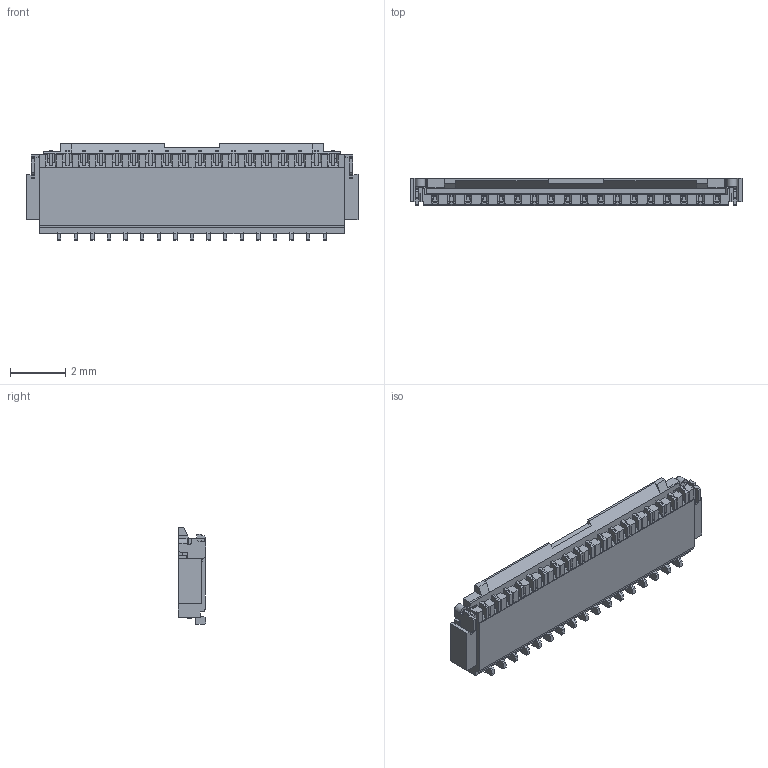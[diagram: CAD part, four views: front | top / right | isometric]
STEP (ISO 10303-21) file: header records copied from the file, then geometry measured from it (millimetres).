
FILE_DESCRIPTION(/* description */ (''),/* implementation_level */ '2;1');
FILE_NAME(/* name */ '',/* time_stamp */ '',/* author */ (''),/* organization */ (''),/* preprocessor_version */ '',/* originating_system */ '',/* authorisation */ '');
FILE_SCHEMA (('AUTOMOTIVE_DESIGN { 1 0 10303 214 3 1 1 }'));
Length unit declared in the file: millimetre
Products named in the file (2): Hirose FH26W-35S-0.3SHW; Hirose FH26W-35S-0.3SHW_1
Assembly tree (1 placements, depth 2):
  Hirose FH26W-35S-0.3SHW
    Hirose FH26W-35S-0.3SHW_1
Bounding box: 12 x 1 x 3.5 mm (x, y, z)
Volume: 26.1 mm3; surface area: 173.9 mm2
Topology: 1 solids, 1 shells, 1359 faces, 4000 edges, 2638 vertices
Faces by surface type: plane 1190, cylinder 169
Entity records: 45200 total; most frequent: CARTESIAN_POINT 8012, ORIENTED_EDGE 8000, DIRECTION 7064, EDGE_CURVE 4000, LINE 3656, VECTOR 3656, VERTEX_POINT 2638, AXIS2_PLACEMENT_3D 1704
